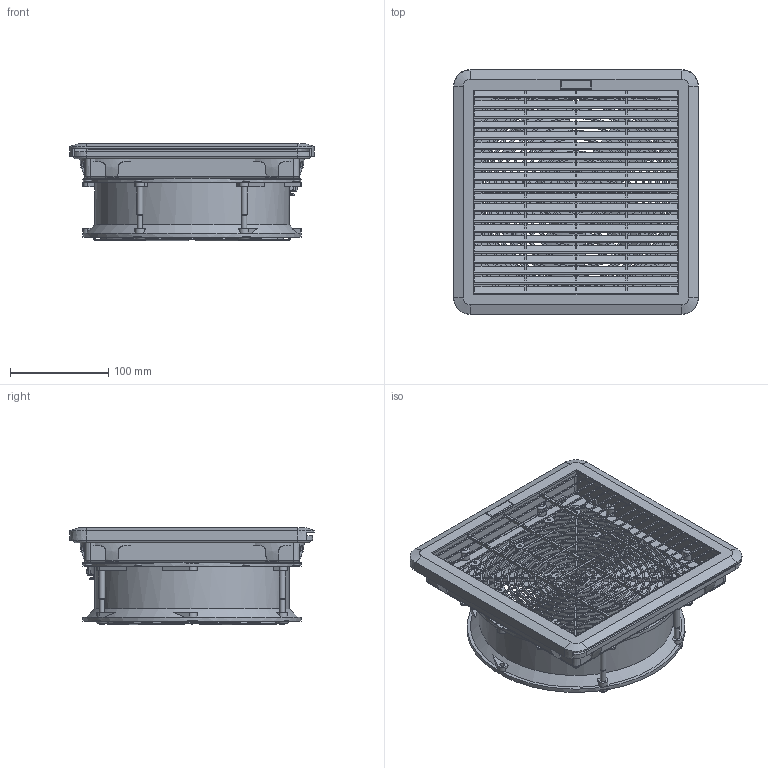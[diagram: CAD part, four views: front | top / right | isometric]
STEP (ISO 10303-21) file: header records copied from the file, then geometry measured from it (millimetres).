
FILE_DESCRIPTION(/* description */ (''),/* implementation_level */ '2;1');
FILE_NAME(/* name */ 'NLV-260X.step',/* time_stamp */ '2022-06-16T11:30:05+03:00',/* author */ (''),/* organization */ (''),/* preprocessor_version */ 'ST-DEVELOPER v19',/* originating_system */ 'Autodesk Translation Framework v11.7.0.108',/* authorisation */ '');
FILE_SCHEMA (('AUTOMOTIVE_DESIGN { 1 0 10303 214 3 1 1 }'));
Products named in the file (14): NLV(300-250-200-150-100)_СБ; NLV-260X_CБ; NLV-250_Корпус; NLV-250_Крышка; Пластина (NLV 250) под 
клемму; Винт ST3.5x9,5-F-H ГОСТ 
Р ИСО 7049-93; DIN EN ISO 7045 - M6 x 60 - 4.8 - H; Fan_grill_big; Fan_big; ЛОГО; NLV _ защелка_MIR; NLV _ защелка; Пластина (NLV 250)-01; Adels-Contact_21721
Assembly tree (31 placements, depth 3):
  NLV(300-250-200-150-100)_СБ
    NLV-260X_CБ
      NLV-250_Корпус
      Винт ST3.5x9,5-F-H ГОСТ 
Р ИСО 7049-93  x8
      NLV _ защелка_MIR  x4
      NLV-250_Крышка
      Пластина (NLV 250) под 
клемму
      Пластина (NLV 250)-01  x3
      DIN EN ISO 7045 - M6 x 60 - 4.8 - H  x4
      Fan_grill_big
      Fan_big
      ЛОГО
      NLV _ защелка  x4
      Adels-Contact_21721
Bounding box: 249 x 248.78 x 99.59 mm (x, y, z)
Volume: 782799.4 mm3; surface area: 564329.9 mm2
Topology: 49 solids, 53 shells, 3160 faces, 8947 edges, 5819 vertices
Faces by surface type: plane 1746, cylinder 914, bspline 201, torus 139, cone 126, sphere 34
Full cylindrical faces by diameter (mm): 1.5 x12, 3 x26, 3.5 x8, 4 x10, 4.252 x3, 4.4 x6, 5 x6, 5.459 x4, 5.5 x18, 6 x4, 7 x12, 55 x1, 60 x1, 79 x1, 81 x1, 190 x1, 198 x1, 222 x2
Entity records: 106337 total; most frequent: CARTESIAN_POINT 31793, ORIENTED_EDGE 15616, DIRECTION 14894, EDGE_CURVE 7808, VERTEX_POINT 5063, AXIS2_PLACEMENT_3D 5005, LINE 4884, VECTOR 4884
